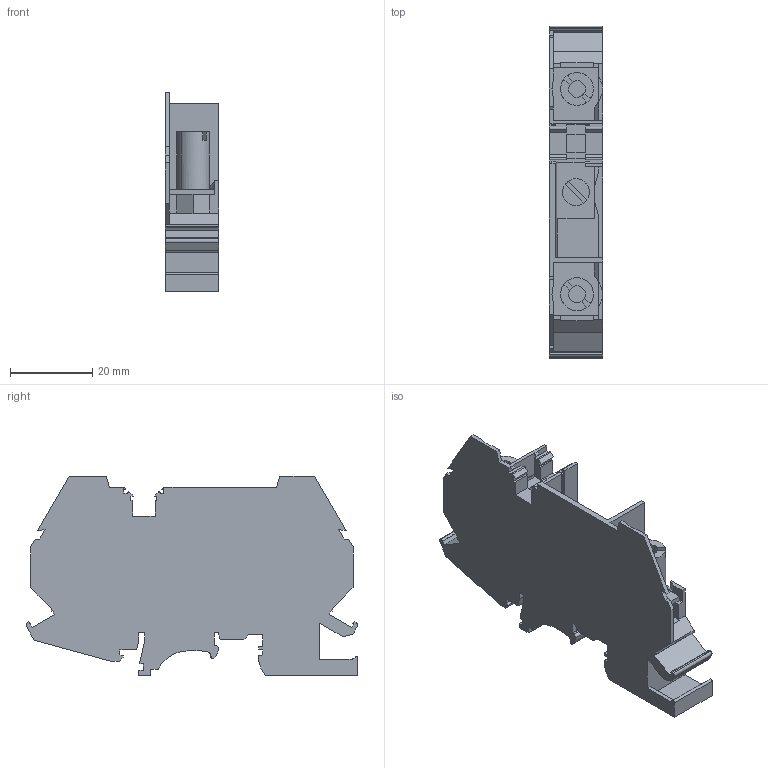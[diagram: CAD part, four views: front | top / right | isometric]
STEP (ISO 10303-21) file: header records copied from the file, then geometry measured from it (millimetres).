
FILE_DESCRIPTION(('Creo Elements/Direct Modeling STEP Export'),'2;1');
FILE_NAME('model.stp','2018-09-06T 7:47:12',(''),(''),'Creo Elements/Direct Modeling STEP processor for AP214 (Solid Model)','Creo Elements/Direct Modeling 18.1I 14-Aug-2016 (C) Parametric Technology GmbH','');
FILE_SCHEMA(('AUTOMOTIVE_DESIGN { 1 0 10303 214 1 1 1 1 }'));
Length unit declared in the file: millimetre
Products named in the file (2): RSC_5_T-select
Assembly tree (1 placements, depth 2):
  RSC_5_T-select
    RSC_5_T-select
Bounding box: 13 x 80.75 x 48.6 mm (x, y, z)
Volume: 22741.5 mm3; surface area: 12773.4 mm2
Topology: 1 solids, 1 shells, 262 faces, 764 edges, 508 vertices
Faces by surface type: plane 229, cylinder 33
Entity records: 10426 total; most frequent: ORIENTED_EDGE 1528, CARTESIAN_POINT 1477, DIRECTION 1278, EDGE_CURVE 764, VECTOR 660, LINE 660, VERTEX_POINT 508, AXIS2_PLACEMENT_3D 309
